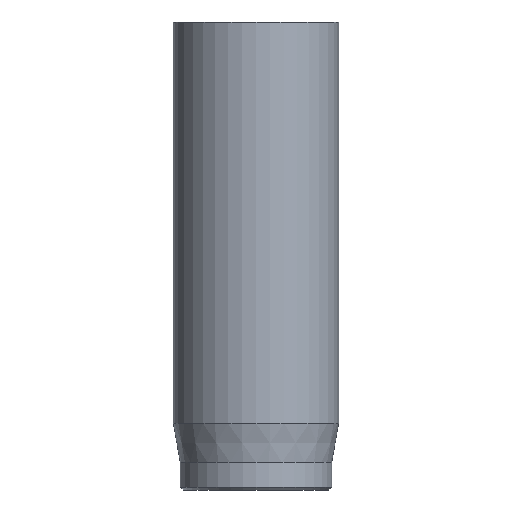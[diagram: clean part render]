
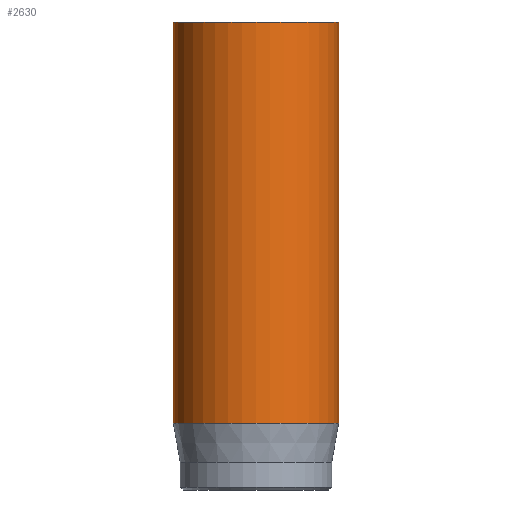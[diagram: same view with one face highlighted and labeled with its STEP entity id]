
A CAD part, front view. The second image highlights one B-rep face of the part: STEP entity #2630.
In plain terms, the highlighted cylindrical face has radius 3 mm (diameter 6 mm), a full revolution.
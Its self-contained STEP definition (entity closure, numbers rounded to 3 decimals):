
#32=CYLINDRICAL_SURFACE('',#2771,3.);
#47=CIRCLE('',#2739,3.);
#63=CIRCLE('',#2769,3.);
#64=CIRCLE('',#2770,3.);
#263=FACE_OUTER_BOUND('',#426,.T.);
#426=EDGE_LOOP('',(#2300,#2301,#2302,#2303,#2304));
#589=LINE('',#5120,#760);
#760=VECTOR('',#3067,3.);
#1185=VERTEX_POINT('',#5060);
#1201=VERTEX_POINT('',#5114);
#1202=VERTEX_POINT('',#5115);
#1550=EDGE_CURVE('',#1185,#1185,#47,.T.);
#1574=EDGE_CURVE('',#1201,#1202,#63,.T.);
#1575=EDGE_CURVE('',#1202,#1201,#64,.T.);
#1577=EDGE_CURVE('',#1185,#1201,#589,.T.);
#2300=ORIENTED_EDGE('',*,*,#1550,.T.);
#2301=ORIENTED_EDGE('',*,*,#1577,.T.);
#2302=ORIENTED_EDGE('',*,*,#1574,.T.);
#2303=ORIENTED_EDGE('',*,*,#1575,.T.);
#2304=ORIENTED_EDGE('',*,*,#1577,.F.);
#2630=ADVANCED_FACE('',(#263),#32,.T.);
#2739=AXIS2_PLACEMENT_3D('',#5061,#2992,#2993);
#2769=AXIS2_PLACEMENT_3D('',#5116,#3060,#3061);
#2770=AXIS2_PLACEMENT_3D('',#5117,#3062,#3063);
#2771=AXIS2_PLACEMENT_3D('',#5119,#3065,#3066);
#2992=DIRECTION('center_axis',(0.,0.,-1.));
#2993=DIRECTION('ref_axis',(-1.,0.,0.));
#3060=DIRECTION('center_axis',(0.,0.,1.));
#3061=DIRECTION('ref_axis',(-1.,0.,0.));
#3062=DIRECTION('center_axis',(0.,0.,1.));
#3063=DIRECTION('ref_axis',(-1.,0.,0.));
#3065=DIRECTION('center_axis',(0.,0.,1.));
#3066=DIRECTION('ref_axis',(-1.,0.,0.));
#3067=DIRECTION('',(0.,0.,-1.));
#5060=CARTESIAN_POINT('',(3.,0.,17.));
#5061=CARTESIAN_POINT('Origin',(0.,0.,17.));
#5114=CARTESIAN_POINT('',(3.,0.,2.418));
#5115=CARTESIAN_POINT('',(-3.,0.,2.418));
#5116=CARTESIAN_POINT('Origin',(0.,0.,2.418));
#5117=CARTESIAN_POINT('Origin',(0.,0.,2.418));
#5119=CARTESIAN_POINT('Origin',(0.,0.,0.));
#5120=CARTESIAN_POINT('',(3.,0.,0.));
